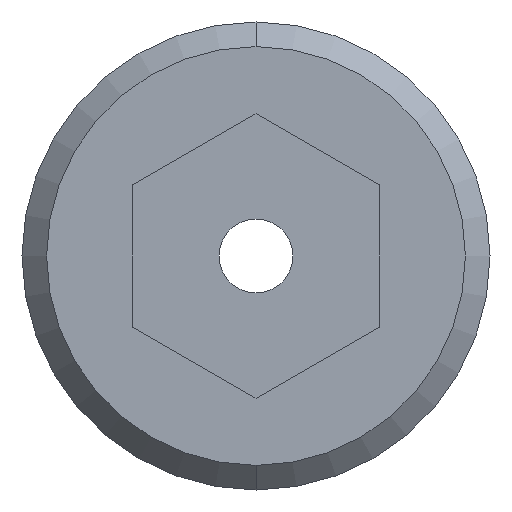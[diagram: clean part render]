
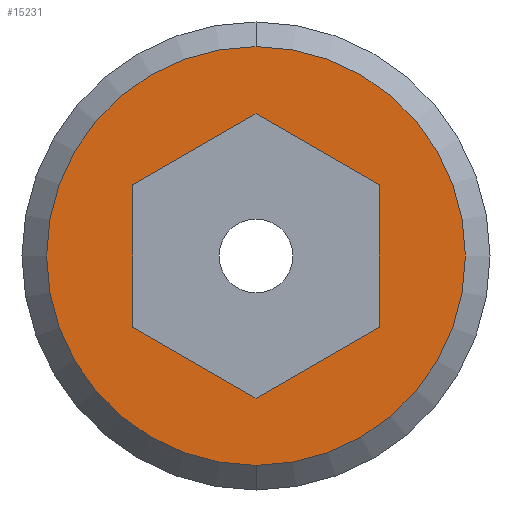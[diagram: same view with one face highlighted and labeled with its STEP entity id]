
A CAD part, left-side view. The second image highlights one B-rep face of the part: STEP entity #15231.
In plain terms, the highlighted planar face has unit normal (-1, 0, 0).
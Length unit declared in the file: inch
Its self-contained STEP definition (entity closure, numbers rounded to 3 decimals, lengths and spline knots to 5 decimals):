
#7030=CARTESIAN_POINT('',(-0.162,0.,0.));
#7031=DIRECTION('',(-1.,0.,0.));
#7032=DIRECTION('',(0.,1.,0.));
#7033=AXIS2_PLACEMENT_3D('',#7030,#7031,#7032);
#7048=DIRECTION('',(0.,0.5,0.866));
#7049=VECTOR('',#7048,0.08083);
#7050=CARTESIAN_POINT('',(-0.162,0.04041,-0.07));
#7051=LINE('',#7050,#7049);
#7052=DIRECTION('',(0.,1.,0.));
#7053=VECTOR('',#7052,0.08083);
#7054=CARTESIAN_POINT('',(-0.162,-0.04041,-0.07));
#7055=LINE('',#7054,#7053);
#7056=DIRECTION('',(0.,0.5,-0.866));
#7057=VECTOR('',#7056,0.08083);
#7058=CARTESIAN_POINT('',(-0.162,-0.08083,0.));
#7059=LINE('',#7058,#7057);
#7060=DIRECTION('',(0.,-0.5,-0.866));
#7061=VECTOR('',#7060,0.08083);
#7062=CARTESIAN_POINT('',(-0.162,-0.04041,0.07));
#7063=LINE('',#7062,#7061);
#7064=DIRECTION('',(0.,-1.,0.));
#7065=VECTOR('',#7064,0.08083);
#7066=CARTESIAN_POINT('',(-0.162,0.04041,0.07));
#7067=LINE('',#7066,#7065);
#7068=DIRECTION('',(0.,-0.5,0.866));
#7069=VECTOR('',#7068,0.08083);
#7070=CARTESIAN_POINT('',(-0.162,0.08083,0.));
#7071=LINE('',#7070,#7069);
#7072=CARTESIAN_POINT('',(-0.162,0.,0.));
#7073=DIRECTION('',(1.,0.,0.));
#7074=DIRECTION('',(0.,1.,0.));
#7075=AXIS2_PLACEMENT_3D('',#7072,#7073,#7074);
#7452=CARTESIAN_POINT('',(-0.162,0.119,0.));
#7453=CARTESIAN_POINT('',(-0.162,-0.119,0.));
#7454=VERTEX_POINT('',#7452);
#7455=VERTEX_POINT('',#7453);
#7472=CARTESIAN_POINT('',(-0.162,0.04041,-0.07));
#7473=CARTESIAN_POINT('',(-0.162,0.08083,0.));
#7474=VERTEX_POINT('',#7472);
#7475=VERTEX_POINT('',#7473);
#7476=CARTESIAN_POINT('',(-0.162,-0.04041,-0.07));
#7477=VERTEX_POINT('',#7476);
#7478=CARTESIAN_POINT('',(-0.162,-0.08083,0.));
#7479=VERTEX_POINT('',#7478);
#7480=CARTESIAN_POINT('',(-0.162,-0.04041,0.07));
#7481=VERTEX_POINT('',#7480);
#7482=CARTESIAN_POINT('',(-0.162,0.04041,0.07));
#7483=VERTEX_POINT('',#7482);
#15207=CARTESIAN_POINT('',(-0.162,0.,0.));
#15208=DIRECTION('',(1.,0.,0.));
#15209=DIRECTION('',(0.,-1.,0.));
#15210=AXIS2_PLACEMENT_3D('',#15207,#15208,#15209);
#15211=PLANE('',#15210);
#15212=ORIENTED_EDGE('',*,*,#15197,.F.);
#15214=ORIENTED_EDGE('',*,*,#15213,.T.);
#15215=EDGE_LOOP('',(#15212,#15214));
#15216=FACE_OUTER_BOUND('',#15215,.F.);
#15218=ORIENTED_EDGE('',*,*,#15217,.F.);
#15220=ORIENTED_EDGE('',*,*,#15219,.F.);
#15222=ORIENTED_EDGE('',*,*,#15221,.F.);
#15224=ORIENTED_EDGE('',*,*,#15223,.F.);
#15226=ORIENTED_EDGE('',*,*,#15225,.F.);
#15228=ORIENTED_EDGE('',*,*,#15227,.F.);
#15229=EDGE_LOOP('',(#15218,#15220,#15222,#15224,#15226,#15228));
#15230=FACE_BOUND('',#15229,.F.);
#7034=CIRCLE('',#7033,0.119);
#7076=CIRCLE('',#7075,0.119);
#15197=EDGE_CURVE('',#7454,#7455,#7034,.T.);
#15213=EDGE_CURVE('',#7454,#7455,#7076,.T.);
#15217=EDGE_CURVE('',#7474,#7475,#7051,.T.);
#15219=EDGE_CURVE('',#7477,#7474,#7055,.T.);
#15221=EDGE_CURVE('',#7479,#7477,#7059,.T.);
#15223=EDGE_CURVE('',#7481,#7479,#7063,.T.);
#15225=EDGE_CURVE('',#7483,#7481,#7067,.T.);
#15227=EDGE_CURVE('',#7475,#7483,#7071,.T.);
#15231=ADVANCED_FACE('',(#15216,#15230),#15211,.F.);
